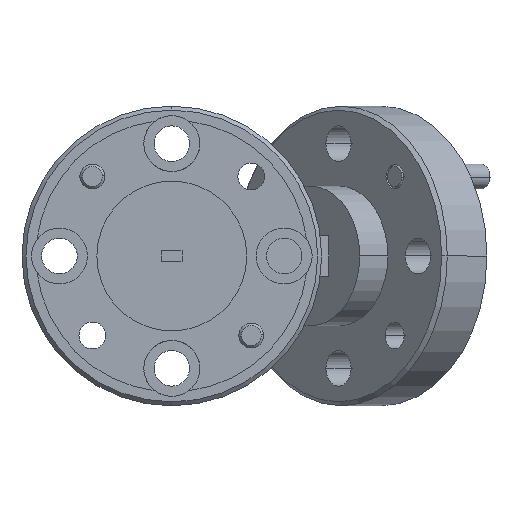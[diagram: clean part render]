
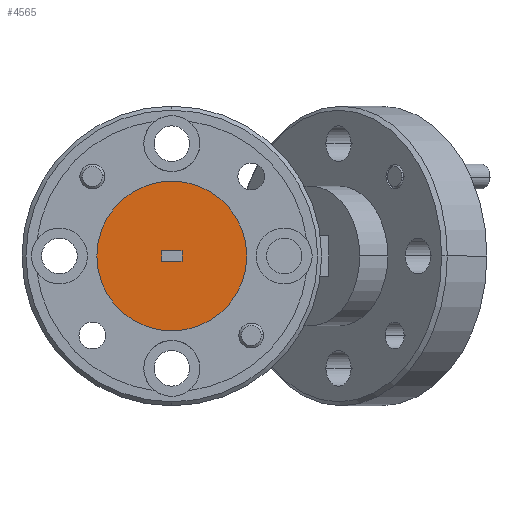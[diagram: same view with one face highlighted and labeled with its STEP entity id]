
A CAD part, left-side view. The second image highlights one B-rep face of the part: STEP entity #4565.
In plain terms, the highlighted planar face has unit normal (-1, 0, 0).
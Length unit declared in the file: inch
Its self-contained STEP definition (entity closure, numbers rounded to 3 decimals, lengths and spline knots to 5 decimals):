
#27 = EDGE_CURVE ( 'NONE', #3276, #3910, #3763, .T. ) ;
#472 = DIRECTION ( 'NONE',  ( -1., 0., 0. ) ) ;
#540 = DIRECTION ( 'NONE',  ( 0., 0., -1. ) ) ;
#747 = ORIENTED_EDGE ( 'NONE', *, *, #3843, .F. ) ;
#897 = CARTESIAN_POINT ( 'NONE',  ( -1.72001, 0.81932, 0.17698 ) ) ;
#1032 = LINE ( 'NONE', #3085, #4968 ) ;
#1129 = LINE ( 'NONE', #3317, #3135 ) ;
#1267 = DIRECTION ( 'NONE',  ( 0., -1., 0. ) ) ;
#1304 = EDGE_CURVE ( 'NONE', #5294, #2387, #3501, .T. ) ;
#1444 = CARTESIAN_POINT ( 'NONE',  ( -1.72001, 0.84482, 0.35173 ) ) ;
#1463 = CARTESIAN_POINT ( 'NONE',  ( -1.72001, 0.84482, -0.02327 ) ) ;
#1572 = AXIS2_PLACEMENT_3D ( 'NONE', #5232, #472, #2587 ) ;
#1788 = ORIENTED_EDGE ( 'NONE', *, *, #5784, .F. ) ;
#1798 = CIRCLE ( 'NONE', #1572, 0.1875 ) ;
#1974 = FACE_OUTER_BOUND ( 'NONE', #4021, .T. ) ;
#2092 = CARTESIAN_POINT ( 'NONE',  ( -1.72001, 0.87032, 0.17698 ) ) ;
#2181 = VERTEX_POINT ( 'NONE', #3777 ) ;
#2228 = EDGE_CURVE ( 'NONE', #3910, #3276, #1798, .T. ) ;
#2387 = VERTEX_POINT ( 'NONE', #2092 ) ;
#2587 = DIRECTION ( 'NONE',  ( 0., 0., 1. ) ) ;
#2601 = CARTESIAN_POINT ( 'NONE',  ( -1.72001, 0.81932, 0.17698 ) ) ;
#2650 = ORIENTED_EDGE ( 'NONE', *, *, #2228, .T. ) ;
#2959 = AXIS2_PLACEMENT_3D ( 'NONE', #6342, #4152, #540 ) ;
#3003 = DIRECTION ( 'NONE',  ( -1., 0., 0. ) ) ;
#3085 = CARTESIAN_POINT ( 'NONE',  ( -1.72001, 0.81932, 0.17698 ) ) ;
#3135 = VECTOR ( 'NONE', #5460, 39.37008 ) ;
#3276 = VERTEX_POINT ( 'NONE', #1444 ) ;
#3317 = CARTESIAN_POINT ( 'NONE',  ( -1.72001, 0.87032, 0.17698 ) ) ;
#3501 = LINE ( 'NONE', #897, #5940 ) ;
#3555 = DIRECTION ( 'NONE',  ( 0., 0., 1. ) ) ;
#3763 = CIRCLE ( 'NONE', #3999, 0.1875 ) ;
#3777 = CARTESIAN_POINT ( 'NONE',  ( -1.72001, 0.87032, 0.15148 ) ) ;
#3843 = EDGE_CURVE ( 'NONE', #4599, #5294, #1032, .T. ) ;
#3910 = VERTEX_POINT ( 'NONE', #1463 ) ;
#3951 = FACE_BOUND ( 'NONE', #5678, .T. ) ;
#3999 = AXIS2_PLACEMENT_3D ( 'NONE', #5638, #3003, #3555 ) ;
#4021 = EDGE_LOOP ( 'NONE', ( #5845, #2650 ) ) ;
#4152 = DIRECTION ( 'NONE',  ( 1., 0., 0. ) ) ;
#4235 = ORIENTED_EDGE ( 'NONE', *, *, #1304, .F. ) ;
#4565 = ADVANCED_FACE ( 'NONE', ( #3951, #1974 ), #6078, .F. ) ;
#4599 = VERTEX_POINT ( 'NONE', #4730 ) ;
#4730 = CARTESIAN_POINT ( 'NONE',  ( -1.72001, 0.81932, 0.15148 ) ) ;
#4968 = VECTOR ( 'NONE', #5208, 39.37008 ) ;
#5170 = DIRECTION ( 'NONE',  ( 0., 1., 0. ) ) ;
#5208 = DIRECTION ( 'NONE',  ( 0., 0., 1. ) ) ;
#5232 = CARTESIAN_POINT ( 'NONE',  ( -1.72001, 0.84482, 0.16423 ) ) ;
#5294 = VERTEX_POINT ( 'NONE', #2601 ) ;
#5371 = VECTOR ( 'NONE', #1267, 39.37008 ) ;
#5460 = DIRECTION ( 'NONE',  ( 0., 0., -1. ) ) ;
#5503 = CARTESIAN_POINT ( 'NONE',  ( -1.72001, 0.81932, 0.15148 ) ) ;
#5534 = LINE ( 'NONE', #5503, #5371 ) ;
#5638 = CARTESIAN_POINT ( 'NONE',  ( -1.72001, 0.84482, 0.16423 ) ) ;
#5678 = EDGE_LOOP ( 'NONE', ( #747, #1788, #6405, #4235 ) ) ;
#5784 = EDGE_CURVE ( 'NONE', #2181, #4599, #5534, .T. ) ;
#5845 = ORIENTED_EDGE ( 'NONE', *, *, #27, .T. ) ;
#5940 = VECTOR ( 'NONE', #5170, 39.37008 ) ;
#6078 = PLANE ( 'NONE',  #2959 ) ;
#6342 = CARTESIAN_POINT ( 'NONE',  ( -1.72001, 0.84482, 0.16423 ) ) ;
#6405 = ORIENTED_EDGE ( 'NONE', *, *, #6433, .F. ) ;
#6433 = EDGE_CURVE ( 'NONE', #2387, #2181, #1129, .T. ) ;
